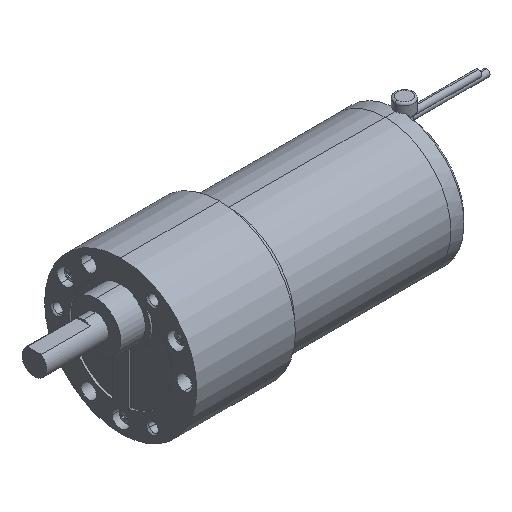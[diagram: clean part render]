
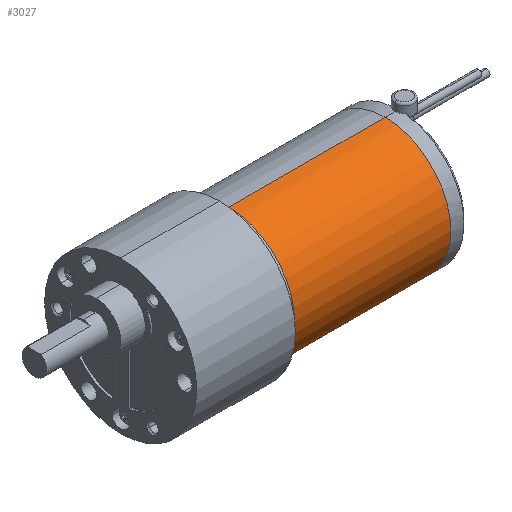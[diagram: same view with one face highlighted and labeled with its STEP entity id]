
A CAD part, isometric view. The second image highlights one B-rep face of the part: STEP entity #3027.
In plain terms, the highlighted cylindrical face has radius 16 mm (diameter 32 mm), a partial arc.
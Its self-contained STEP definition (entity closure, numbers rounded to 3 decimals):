
#2949=CARTESIAN_POINT('POINT3054',(26.3,0.,
   9.));
#2950=VERTEX_POINT('VERTEX3054',#2949);
#2959=CARTESIAN_POINT('POINT3055',(26.3,0.,
   -23.));
#2960=VERTEX_POINT('VERTEX3055',#2959);
#2968=CARTESIAN_POINT('POS4388',(26.3,0.,-7.));
#2969=DIRECTION('DIR6873',(-1.,0.,0.));
#2970=DIRECTION('DIR6874',(0.,0.,1.));
#2971=AXIS2_PLACEMENT_3D('AXIS2486',#2968,#2969,#2970);
#2972=CIRCLE('ELLIPSE1201',#2971,16.);
#2973=EDGE_CURVE('EDGE4895',#2960,#2950,#2972,.T.);
#2996=CARTESIAN_POINT('POINT3056',(64.3,0.,
   9.));
#2997=VERTEX_POINT('VERTEX3056',#2996);
#2998=CARTESIAN_POINT('POS4391',(45.3,0.,
   9.));
#2999=DIRECTION('DIR6879',(-1.,0.,0.));
#3000=VECTOR('VEC1903',#2999,1.);
#3001=LINE('STRAIGHT1903',#2998,#3000);
#3002=EDGE_CURVE('EDGE4897',#2997,#2950,#3001,.T.);
#3003=ORIENTED_EDGE('COEDGE9791',*,*,#3002,.T.);
#3004=ORIENTED_EDGE('COEDGE9792',*,*,#2973,.F.);
#3005=CARTESIAN_POINT('POINT3057',(64.3,0.,
   -23.));
#3006=VERTEX_POINT('VERTEX3057',#3005);
#3007=CARTESIAN_POINT('POS4392',(45.3,0.,
   -23.));
#3008=DIRECTION('DIR6880',(1.,0.,0.));
#3009=VECTOR('VEC1904',#3008,1.);
#3010=LINE('STRAIGHT1904',#3007,#3009);
#3011=EDGE_CURVE('EDGE4898',#2960,#3006,#3010,.T.);
#3012=ORIENTED_EDGE('COEDGE9793',*,*,#3011,.T.);
#3013=CARTESIAN_POINT('POS4393',(64.3,0.,-7.));
#3014=DIRECTION('DIR6881',(-1.,0.,0.));
#3015=DIRECTION('DIR6882',(0.,0.,1.));
#3016=AXIS2_PLACEMENT_3D('AXIS2489',#3013,#3014,#3015);
#3017=CIRCLE('ELLIPSE1203',#3016,16.);
#3018=EDGE_CURVE('EDGE4899',#3006,#2997,#3017,.T.);
#3019=ORIENTED_EDGE('COEDGE9794',*,*,#3018,.T.);
#3020=EDGE_LOOP('NONE',(#3003,#3004,#3012,#3019));
#3021=FACE_BOUND('LOOP1',#3020,.T.);
#3022=CARTESIAN_POINT('POS4394',(45.3,0.,-7.));
#3023=DIRECTION('DIR6883',(-1.,0.,0.));
#3024=DIRECTION('DIR6884',(0.,0.,1.));
#3025=AXIS2_PLACEMENT_3D('AXIS2490',#3022,#3023,#3024);
#3026=CYLINDRICAL_SURFACE('CONE_SURF511',#3025,16.);
#3027=ADVANCED_FACE('FACE2191',(#3021),#3026,.T.);
